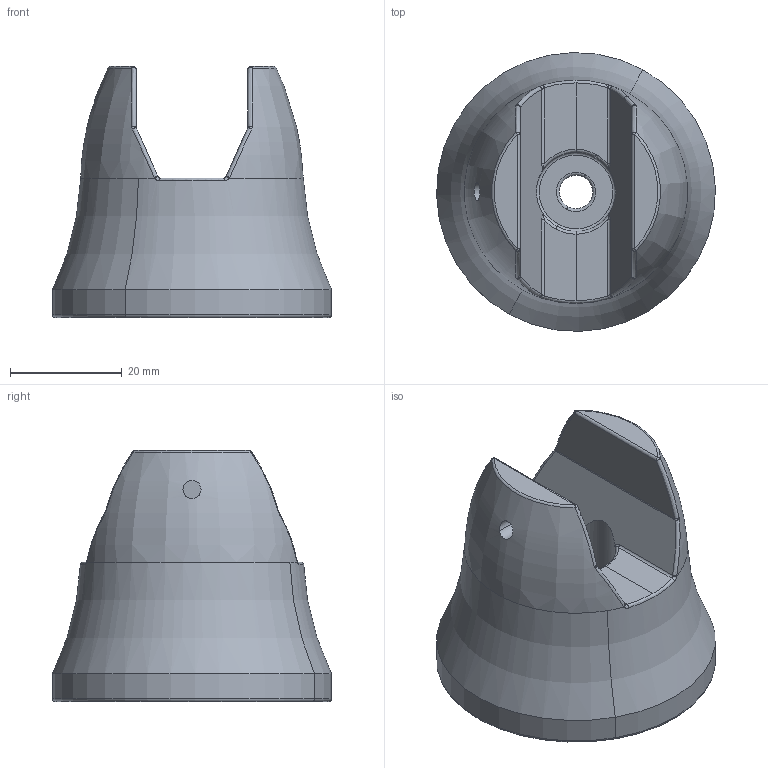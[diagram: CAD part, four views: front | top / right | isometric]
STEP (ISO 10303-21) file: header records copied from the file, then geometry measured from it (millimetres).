
FILE_DESCRIPTION(('CATIA V5 STEP Exchange'),'2;1');
FILE_NAME('Singlez.stp','2020-07-13T18:03:09+00:00',('none'),('none'),'CATIA Version 5 Release 20 GA (IN-10)','CATIA V5 STEP AP203','none');
FILE_SCHEMA(('CONFIG_CONTROL_DESIGN'));
Length unit declared in the file: millimetre
Products named in the file (1): Singlez
Bounding box: 49.99 x 49.99 x 45 mm (x, y, z)
Volume: 44790 mm3; surface area: 9971 mm2
Topology: 1 solids, 1 shells, 81 faces, 191 edges, 109 vertices
Faces by surface type: bspline 26, torus 20, cylinder 16, plane 12, sphere 4, revolution 3
Entity records: 3926 total; most frequent: CARTESIAN_POINT 2365, ORIENTED_EDGE 376, EDGE_CURVE 188, DIRECTION 184, AXIS2_PLACEMENT_3D 113, VERTEX_POINT 109, B_SPLINE_CURVE_WITH_KNOTS 96, EDGE_LOOP 85
